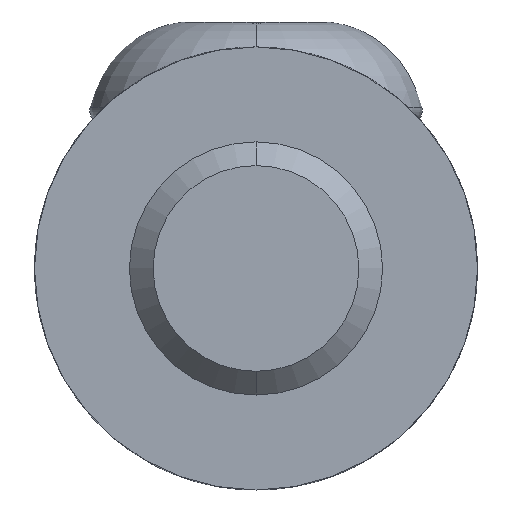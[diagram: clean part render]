
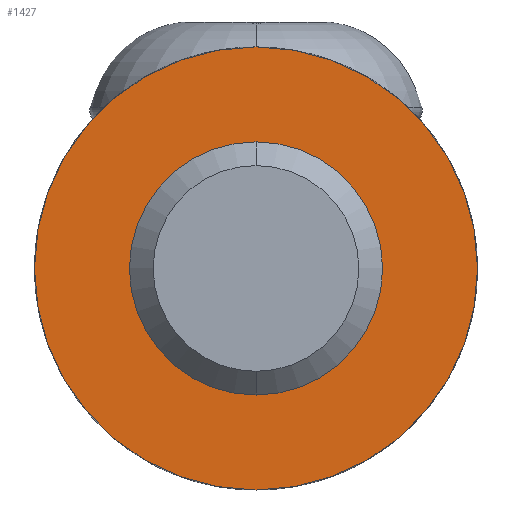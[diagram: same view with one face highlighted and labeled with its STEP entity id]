
A CAD part, front view. The second image highlights one B-rep face of the part: STEP entity #1427.
In plain terms, the highlighted planar face has unit normal (0, -1, 0).
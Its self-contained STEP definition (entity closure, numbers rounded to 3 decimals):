
#68 = VERTEX_POINT ( 'NONE', #848 ) ;
#113 = AXIS2_PLACEMENT_3D ( 'NONE', #2606, #2774, #862 ) ;
#124 = ORIENTED_EDGE ( 'NONE', *, *, #2324, .T. ) ;
#284 = CARTESIAN_POINT ( 'NONE',  ( 0., -55., 0. ) ) ;
#309 = DIRECTION ( 'NONE',  ( 0., 0., -1. ) ) ;
#315 = ORIENTED_EDGE ( 'NONE', *, *, #1643, .F. ) ;
#377 = VERTEX_POINT ( 'NONE', #2644 ) ;
#545 = CARTESIAN_POINT ( 'NONE',  ( 0., -55., -7. ) ) ;
#565 = CARTESIAN_POINT ( 'NONE',  ( 0., -55., 0. ) ) ;
#708 = CARTESIAN_POINT ( 'NONE',  ( 7., -55., 0. ) ) ;
#734 = VERTEX_POINT ( 'NONE', #545 ) ;
#750 = CIRCLE ( 'NONE', #2140, 7. ) ;
#753 = AXIS2_PLACEMENT_3D ( 'NONE', #2267, #1400, #309 ) ;
#795 = ORIENTED_EDGE ( 'NONE', *, *, #1523, .F. ) ;
#848 = CARTESIAN_POINT ( 'NONE',  ( 0., -55., -3.25 ) ) ;
#862 = DIRECTION ( 'NONE',  ( 0., 0., -1. ) ) ;
#925 = FACE_BOUND ( 'NONE', #2340, .T. ) ;
#939 = DIRECTION ( 'NONE',  ( 0., -1., 0. ) ) ;
#1264 = EDGE_LOOP ( 'NONE', ( #124, #1551 ) ) ;
#1328 = PLANE ( 'NONE',  #1782 ) ;
#1384 = CIRCLE ( 'NONE', #753, 7. ) ;
#1400 = DIRECTION ( 'NONE',  ( 0., -1., 0. ) ) ;
#1427 = ADVANCED_FACE ( 'NONE', ( #1697, #925 ), #1328, .T. ) ;
#1428 = AXIS2_PLACEMENT_3D ( 'NONE', #284, #939, #1586 ) ;
#1500 = CARTESIAN_POINT ( 'NONE',  ( 0., -55., 3.25 ) ) ;
#1510 = CIRCLE ( 'NONE', #113, 3.25 ) ;
#1523 = EDGE_CURVE ( 'NONE', #68, #2391, #1510, .T. ) ;
#1551 = ORIENTED_EDGE ( 'NONE', *, *, #2640, .T. ) ;
#1586 = DIRECTION ( 'NONE',  ( 0., 0., -1. ) ) ;
#1643 = EDGE_CURVE ( 'NONE', #2391, #68, #1691, .T. ) ;
#1691 = CIRCLE ( 'NONE', #1428, 3.25 ) ;
#1697 = FACE_OUTER_BOUND ( 'NONE', #1264, .T. ) ;
#1782 = AXIS2_PLACEMENT_3D ( 'NONE', #708, #2157, #2619 ) ;
#1833 = DIRECTION ( 'NONE',  ( 0., -1., 0. ) ) ;
#2140 = AXIS2_PLACEMENT_3D ( 'NONE', #565, #1833, #2682 ) ;
#2157 = DIRECTION ( 'NONE',  ( 0., -1., 0. ) ) ;
#2267 = CARTESIAN_POINT ( 'NONE',  ( 0., -55., 0. ) ) ;
#2324 = EDGE_CURVE ( 'NONE', #734, #377, #750, .T. ) ;
#2340 = EDGE_LOOP ( 'NONE', ( #795, #315 ) ) ;
#2391 = VERTEX_POINT ( 'NONE', #1500 ) ;
#2606 = CARTESIAN_POINT ( 'NONE',  ( 0., -55., 0. ) ) ;
#2619 = DIRECTION ( 'NONE',  ( 0., 0., -1. ) ) ;
#2640 = EDGE_CURVE ( 'NONE', #377, #734, #1384, .T. ) ;
#2644 = CARTESIAN_POINT ( 'NONE',  ( 0., -55., 7. ) ) ;
#2682 = DIRECTION ( 'NONE',  ( 0., 0., -1. ) ) ;
#2774 = DIRECTION ( 'NONE',  ( 0., -1., 0. ) ) ;
